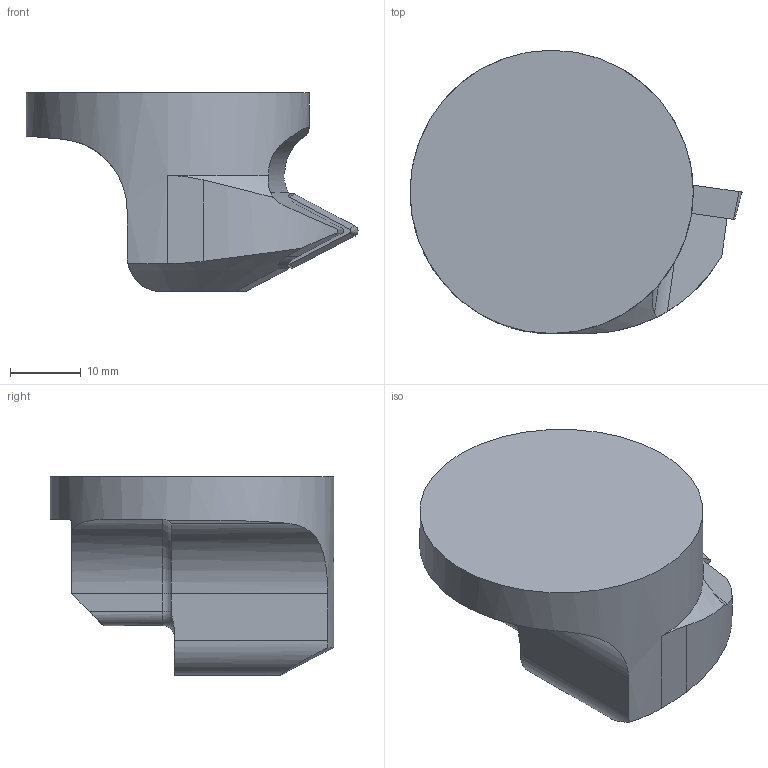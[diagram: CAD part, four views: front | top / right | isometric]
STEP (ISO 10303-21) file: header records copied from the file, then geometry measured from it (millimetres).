
FILE_DESCRIPTION(/* description */ (''),/* implementation_level */ '2;1');
FILE_NAME(/* name */ '1642426075512.stp',/* time_stamp */ '2022-01-17T18:58:23+05:00',/* author */ (''),/* organization */ ('SMS'),/* preprocessor_version */ 'ST-DEVELOPER v16.7',/* originating_system */ 'SIEMENS PLM Software NX 12.0',/* authorisation */ '');
FILE_SCHEMA (('AUTOMOTIVE_DESIGN { 1 0 10303 214 3 1 1 1 }'));
Length unit declared in the file: millimetre
Products named in the file (4): IsoTurningInsert; ASSEMBLY_CONSTRUCTION; 201812242mod000_01; 201812240mod000_01
Assembly tree (3 placements, depth 2):
  201812240mod000_01
    201812242mod000_01
    ASSEMBLY_CONSTRUCTION
    IsoTurningInsert
Bounding box: 46.87 x 40 x 28 mm (x, y, z)
Volume: 21200.4 mm3; surface area: 5743.6 mm2
Topology: 2 solids, 2 shells, 74 faces, 193 edges, 131 vertices
Faces by surface type: plane 31, cylinder 22, cone 11, torus 9, sphere 1
Full cylindrical faces by diameter (mm): 4.4 x2, 5.25 x1, 40 x1
Entity records: 2517 total; most frequent: CARTESIAN_POINT 606, DIRECTION 384, ORIENTED_EDGE 350, EDGE_CURVE 175, AXIS2_PLACEMENT_3D 155, VERTEX_POINT 118, EDGE_LOOP 89, ADVANCED_FACE 74
